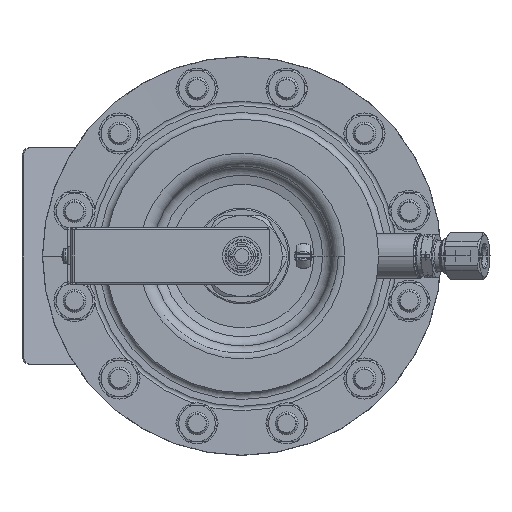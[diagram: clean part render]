
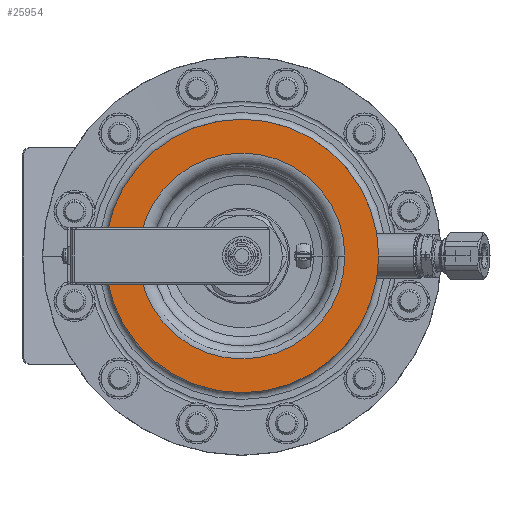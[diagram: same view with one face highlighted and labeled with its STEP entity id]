
A CAD part, front view. The second image highlights one B-rep face of the part: STEP entity #25954.
In plain terms, the highlighted planar face has unit normal (0, -1, 0).
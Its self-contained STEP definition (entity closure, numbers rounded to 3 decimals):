
#25603=CARTESIAN_POINT('',(0.,-0.677,0.));
#25604=DIRECTION('',(0.,-1.,0.));
#25605=DIRECTION('',(-1.,0.,0.));
#25606=AXIS2_PLACEMENT_3D('',#25603,#25604,#25605);
#25608=CARTESIAN_POINT('',(0.,-0.677,0.));
#25609=DIRECTION('',(0.,1.,0.));
#25610=DIRECTION('',(-1.,0.,0.));
#25611=AXIS2_PLACEMENT_3D('',#25608,#25609,#25610);
#25613=CARTESIAN_POINT('',(0.,-0.677,0.));
#25614=DIRECTION('',(0.,1.,0.));
#25615=DIRECTION('',(-1.,0.,0.));
#25616=AXIS2_PLACEMENT_3D('',#25613,#25614,#25615);
#25628=CARTESIAN_POINT('',(0.,-0.677,0.));
#25629=DIRECTION('',(0.,-1.,0.));
#25630=DIRECTION('',(-1.,0.,0.));
#25631=AXIS2_PLACEMENT_3D('',#25628,#25629,#25630);
#25869=CARTESIAN_POINT('',(-45.182,-0.677,0.));
#25871=VERTEX_POINT('',#25869);
#25878=CARTESIAN_POINT('',(-60.,-0.677,0.));
#25880=VERTEX_POINT('',#25878);
#25881=CARTESIAN_POINT('',(45.182,-0.677,
0.));
#25883=VERTEX_POINT('',#25881);
#25890=CARTESIAN_POINT('',(60.,-0.677,0.));
#25892=VERTEX_POINT('',#25890);
#25937=CARTESIAN_POINT('',(0.,-0.677,0.));
#25938=DIRECTION('',(0.,1.,0.));
#25939=DIRECTION('',(1.,0.,0.));
#25940=AXIS2_PLACEMENT_3D('',#25937,#25938,#25939);
#25941=PLANE('',#25940);
#25943=ORIENTED_EDGE('',*,*,#25942,.F.);
#25945=ORIENTED_EDGE('',*,*,#25944,.T.);
#25946=EDGE_LOOP('',(#25943,#25945));
#25947=FACE_OUTER_BOUND('',#25946,.F.);
#25949=ORIENTED_EDGE('',*,*,#25948,.F.);
#25951=ORIENTED_EDGE('',*,*,#25950,.T.);
#25952=EDGE_LOOP('',(#25949,#25951));
#25953=FACE_BOUND('',#25952,.F.);
#25954=ADVANCED_FACE('',(#25947,#25953),#25941,.F.);
#25607=CIRCLE('',#25606,60.);
#25612=CIRCLE('',#25611,60.);
#25617=CIRCLE('',#25616,45.182);
#25632=CIRCLE('',#25631,45.182);
#25942=EDGE_CURVE('',#25880,#25892,#25607,.T.);
#25944=EDGE_CURVE('',#25880,#25892,#25612,.T.);
#25948=EDGE_CURVE('',#25871,#25883,#25617,.T.);
#25950=EDGE_CURVE('',#25871,#25883,#25632,.T.);
